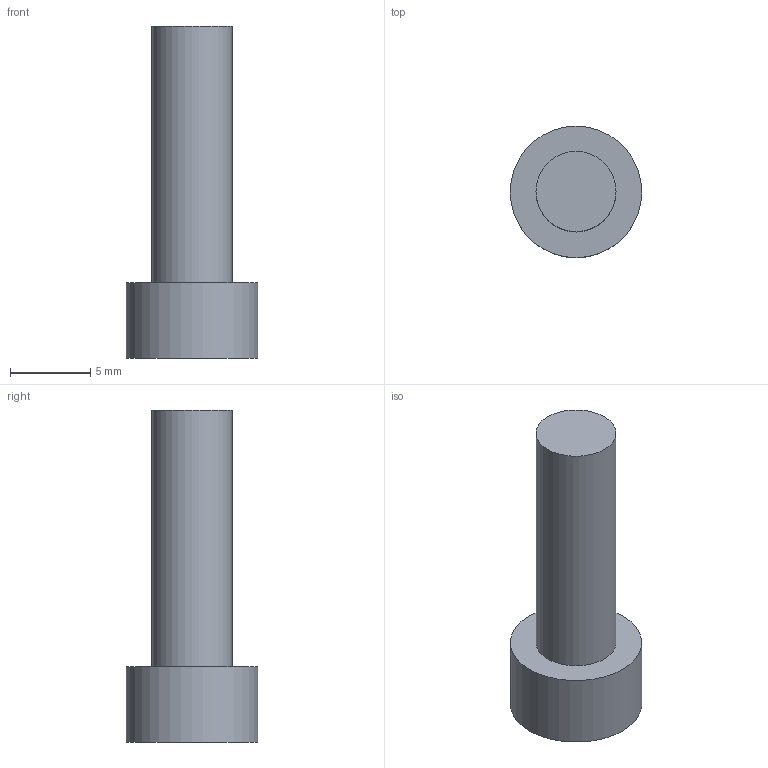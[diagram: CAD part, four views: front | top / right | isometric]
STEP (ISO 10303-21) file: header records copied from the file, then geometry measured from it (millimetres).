
FILE_DESCRIPTION(('FreeCAD Model'),'2;1');
FILE_NAME('Open CASCADE Shape Model','2022-07-09T01:31:54',('Author'),( ''),'Open CASCADE STEP processor 7.5','FreeCAD','Unknown');
FILE_SCHEMA(('AUTOMOTIVE_DESIGN { 1 0 10303 214 1 1 1 1 }'));
Length unit declared in the file: millimetre
Products named in the file (1): m5x16
Bounding box: 8.2 x 8.2 x 20.7 mm (x, y, z)
Volume: 562.4 mm3; surface area: 478 mm2
Topology: 1 solids, 1 shells, 6 faces, 7 edges, 5 vertices
Faces by surface type: plane 4, cylinder 2
Full cylindrical faces by diameter (mm): 5 x1, 8.2 x1
Entity records: 240 total; most frequent: CARTESIAN_POINT 39, DIRECTION 39, ORIENTED_EDGE 14, PCURVE 14, DEFINITIONAL_REPRESENTATION 14, AXIS2_PLACEMENT_3D 12, LINE 10, VECTOR 10
